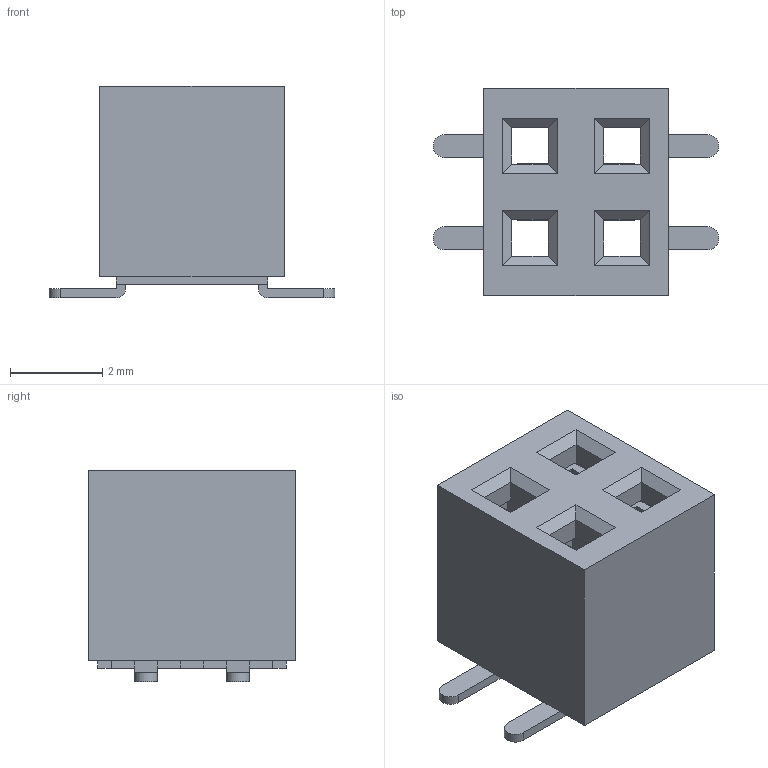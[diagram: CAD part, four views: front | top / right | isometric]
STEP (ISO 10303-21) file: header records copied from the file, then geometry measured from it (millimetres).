
FILE_DESCRIPTION(/* description */ ('Unknown'),/* implementation_level */ '2;1');
FILE_NAME(/* name */ 'J_Wurth_WR-PHD_621004242921',/* time_stamp */ '2025-04-25T15:11:15+08:00',/* author */ ('Unknown'),/* organization */ ('Unknown'),/* preprocessor_version */ 'ST-DEVELOPER v19.4',/* originating_system */ 'Solid Edge',/* authorisation */ 'Unknown');
FILE_SCHEMA (('AUTOMOTIVE_DESIGN {1 0 10303 214 3 1 1}'));
Length unit declared in the file: millimetre
Products named in the file (2): J_Wurth_WR-PHD_621004242921
Assembly tree (1 placements, depth 2):
  J_Wurth_WR-PHD_621004242921
    J_Wurth_WR-PHD_621004242921
Bounding box: 6.2 x 4.5 x 4.6 mm (x, y, z)
Volume: 55 mm3; surface area: 292.6 mm2
Topology: 5 solids, 5 shells, 347 faces, 932 edges, 596 vertices
Faces by surface type: plane 239, cylinder 100, bspline 8
Entity records: 11004 total; most frequent: CARTESIAN_POINT 2181, ORIENTED_EDGE 1864, DIRECTION 1770, EDGE_CURVE 932, LINE 704, VECTOR 704, VERTEX_POINT 596, AXIS2_PLACEMENT_3D 533
